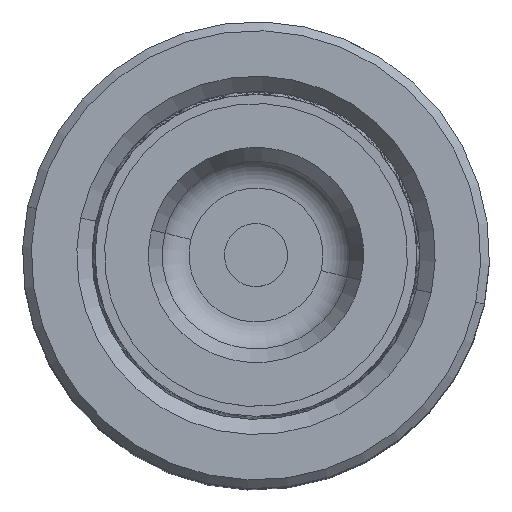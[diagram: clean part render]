
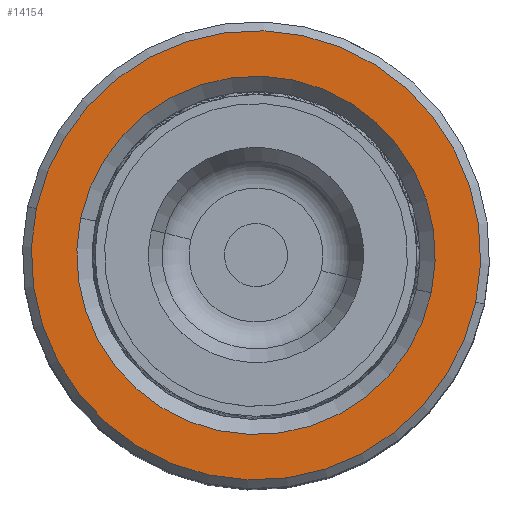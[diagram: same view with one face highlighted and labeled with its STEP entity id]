
A CAD part, top view. The second image highlights one B-rep face of the part: STEP entity #14154.
In plain terms, the highlighted planar face has unit normal (0, 0, 1).
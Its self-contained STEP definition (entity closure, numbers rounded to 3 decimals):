
#196 = EDGE_CURVE ( 'NONE', #3309, #25977, #29505, .T. ) ;
#955 = AXIS2_PLACEMENT_3D ( 'NONE', #15364, #9786, #20863 ) ;
#1984 = DIRECTION ( 'NONE',  ( 1., 0., 0. ) ) ;
#2336 = CARTESIAN_POINT ( 'NONE',  ( 0., 0., 60. ) ) ;
#2513 = EDGE_CURVE ( 'NONE', #8671, #28157, #24083, .T. ) ;
#3309 = VERTEX_POINT ( 'NONE', #8923 ) ;
#7042 = DIRECTION ( 'NONE',  ( 1., 0., 0. ) ) ;
#7445 = DIRECTION ( 'NONE',  ( 0., 0., 1. ) ) ;
#8671 = VERTEX_POINT ( 'NONE', #34023 ) ;
#8797 = CIRCLE ( 'NONE', #955, 14.2 ) ;
#8923 = CARTESIAN_POINT ( 'NONE',  ( -14.2, 0., 60. ) ) ;
#9352 = FACE_OUTER_BOUND ( 'NONE', #26049, .T. ) ;
#9786 = DIRECTION ( 'NONE',  ( 0., 0., -1. ) ) ;
#12645 = DIRECTION ( 'NONE',  ( 0., 0., 1. ) ) ;
#12862 = AXIS2_PLACEMENT_3D ( 'NONE', #32076, #34907, #13239 ) ;
#13082 = EDGE_CURVE ( 'NONE', #28157, #8671, #33628, .T. ) ;
#13239 = DIRECTION ( 'NONE',  ( 1., 0., 0. ) ) ;
#13313 = PLANE ( 'NONE',  #28252 ) ;
#13623 = EDGE_LOOP ( 'NONE', ( #13714, #16702 ) ) ;
#13714 = ORIENTED_EDGE ( 'NONE', *, *, #29908, .T. ) ;
#14154 = ADVANCED_FACE ( 'NONE', ( #9352, #14881 ), #13313, .T. ) ;
#14881 = FACE_BOUND ( 'NONE', #13623, .T. ) ;
#15233 = AXIS2_PLACEMENT_3D ( 'NONE', #15381, #12645, #7042 ) ;
#15364 = CARTESIAN_POINT ( 'NONE',  ( 0., 0., 60. ) ) ;
#15381 = CARTESIAN_POINT ( 'NONE',  ( 0., 0., 60. ) ) ;
#16702 = ORIENTED_EDGE ( 'NONE', *, *, #196, .T. ) ;
#17952 = ORIENTED_EDGE ( 'NONE', *, *, #13082, .T. ) ;
#20863 = DIRECTION ( 'NONE',  ( 1., 0., 0. ) ) ;
#21815 = CARTESIAN_POINT ( 'NONE',  ( 0., 0., 60. ) ) ;
#22103 = CARTESIAN_POINT ( 'NONE',  ( 14.2, 0., 60. ) ) ;
#24083 = CIRCLE ( 'NONE', #28632, 17.8 ) ;
#24429 = DIRECTION ( 'NONE',  ( 1., 0., 0. ) ) ;
#25977 = VERTEX_POINT ( 'NONE', #22103 ) ;
#26049 = EDGE_LOOP ( 'NONE', ( #28329, #17952 ) ) ;
#28157 = VERTEX_POINT ( 'NONE', #31296 ) ;
#28252 = AXIS2_PLACEMENT_3D ( 'NONE', #21815, #34991, #24429 ) ;
#28329 = ORIENTED_EDGE ( 'NONE', *, *, #2513, .T. ) ;
#28632 = AXIS2_PLACEMENT_3D ( 'NONE', #2336, #7445, #1984 ) ;
#29505 = CIRCLE ( 'NONE', #12862, 14.2 ) ;
#29908 = EDGE_CURVE ( 'NONE', #25977, #3309, #8797, .T. ) ;
#31296 = CARTESIAN_POINT ( 'NONE',  ( 17.8, 0., 60. ) ) ;
#32076 = CARTESIAN_POINT ( 'NONE',  ( 0., 0., 60. ) ) ;
#33628 = CIRCLE ( 'NONE', #15233, 17.8 ) ;
#34023 = CARTESIAN_POINT ( 'NONE',  ( -17.8, 0., 60. ) ) ;
#34907 = DIRECTION ( 'NONE',  ( 0., 0., -1. ) ) ;
#34991 = DIRECTION ( 'NONE',  ( 0., 0., 1. ) ) ;
